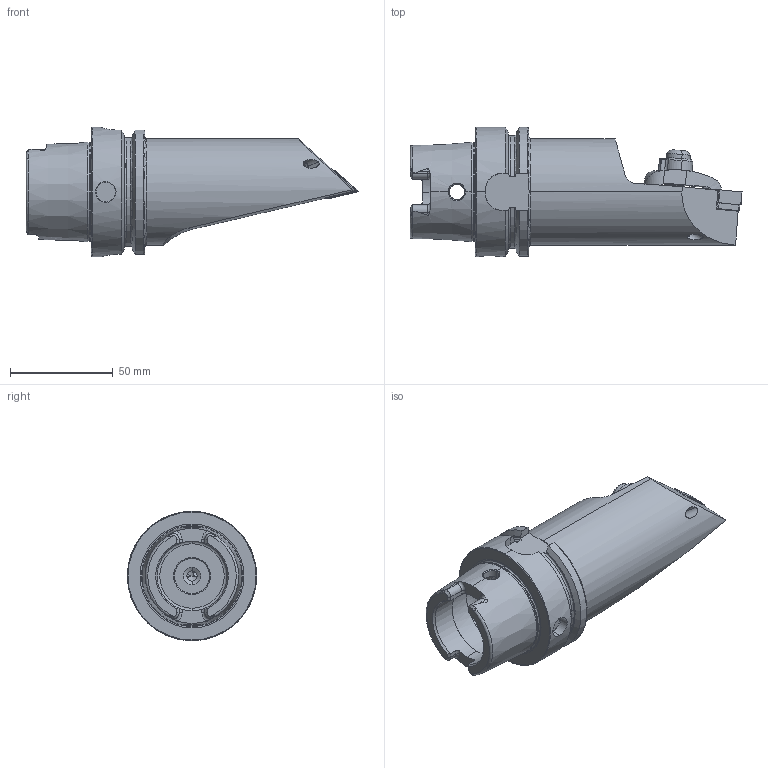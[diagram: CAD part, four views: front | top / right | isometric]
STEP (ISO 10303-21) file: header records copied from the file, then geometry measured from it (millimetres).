
FILE_DESCRIPTION (( 'STEP AP203' ), '1' );
FILE_NAME ('HA6-KDF.NXA.130.STEP', '2018-01-19T12:12:05', ( 'SWIAdmin' ), ( 'Hewlett-Packard Company' ), 'SwSTEP 2.0', 'SolidWorks 2017', '' );
FILE_SCHEMA (( 'CONFIG_CONTROL_DESIGN' ));
Length unit declared in the file: millimetre
Products named in the file (11): WCC-ER3.102.029_C; WCC-ER5.102.012_C; KVT_MB_600_050; HA6-KDF.NXA.130_A; DNMG150604; ISO 13337 - 3 x 12_PreviewCfg; WDF-ER2.101.003_A; HA6-KDF.NXA.130; WCC-ER2.001.010_A; WCC-ER5.102.005_A; WCC-ER4.103.032_B
Assembly tree (10 placements, depth 2):
  HA6-KDF.NXA.130
    HA6-KDF.NXA.130_A
    DNMG150604
    WDF-ER2.101.003_A
    WCC-ER2.001.010_A
    WCC-ER5.102.005_A
    WCC-ER4.103.032_B
    WCC-ER3.102.029_C
    WCC-ER5.102.012_C
    KVT_MB_600_050
    ISO 13337 - 3 x 12_PreviewCfg
Bounding box: 161.9 x 63 x 63 mm (x, y, z)
Volume: 207502.9 mm3; surface area: 41498.8 mm2
Topology: 11 solids, 11 shells, 470 faces, 1173 edges, 713 vertices
Faces by surface type: cylinder 156, plane 125, cone 111, torus 60, bspline 16, sphere 2
Entity records: 17189 total; most frequent: CARTESIAN_POINT 5143, ORIENTED_EDGE 2308, DIRECTION 2280, EDGE_CURVE 1154, AXIS2_PLACEMENT_3D 914, VERTEX_POINT 710, EDGE_LOOP 498, ADVANCED_FACE 470
